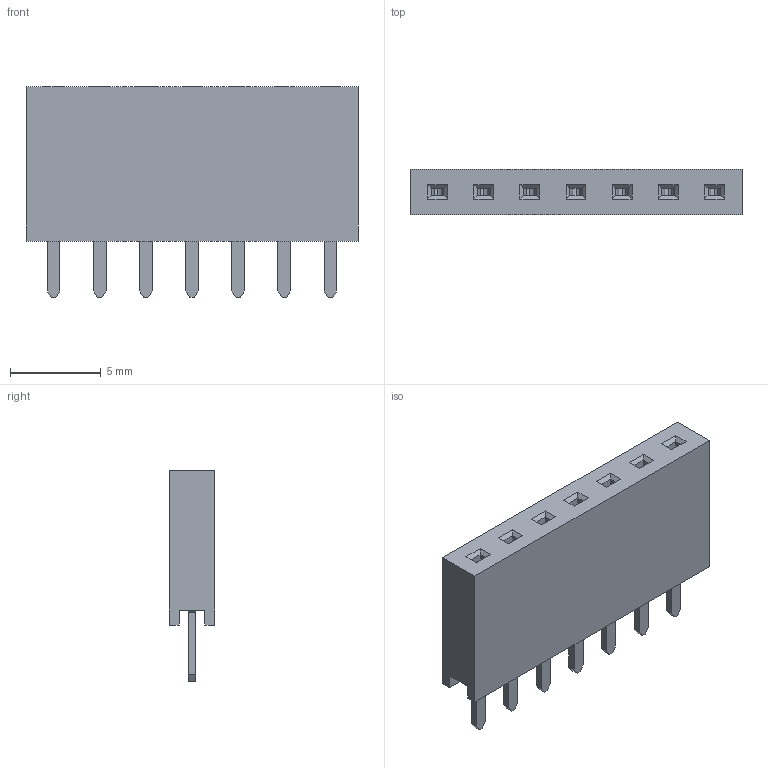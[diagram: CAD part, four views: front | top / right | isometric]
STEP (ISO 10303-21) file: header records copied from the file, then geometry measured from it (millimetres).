
FILE_DESCRIPTION(/* description */ ('Unknown'),/* implementation_level */ '2;1');
FILE_NAME(/* name */ 'J_Wurth_WR-PHD_61300711821',/* time_stamp */ '2025-04-15T10:31:33+08:00',/* author */ ('Unknown'),/* organization */ ('Unknown'),/* preprocessor_version */ 'ST-DEVELOPER v19.4',/* originating_system */ 'Solid Edge',/* authorisation */ 'Unknown');
FILE_SCHEMA (('AUTOMOTIVE_DESIGN {1 0 10303 214 3 1 1}'));
Length unit declared in the file: millimetre
Products named in the file (2): J_Wurth_WR-PHD_61300711821
Assembly tree (1 placements, depth 2):
  J_Wurth_WR-PHD_61300711821
    J_Wurth_WR-PHD_61300711821
Bounding box: 18.28 x 2.5 x 11.6 mm (x, y, z)
Volume: 353.2 mm3; surface area: 734.1 mm2
Topology: 1 solids, 1 shells, 297 faces, 787 edges, 506 vertices
Faces by surface type: plane 269, cylinder 14, bspline 14
Entity records: 11307 total; most frequent: CARTESIAN_POINT 1914, ORIENTED_EDGE 1574, DIRECTION 1357, EDGE_CURVE 787, LINE 731, VECTOR 731, VERTEX_POINT 506, AXIS2_PLACEMENT_3D 313
